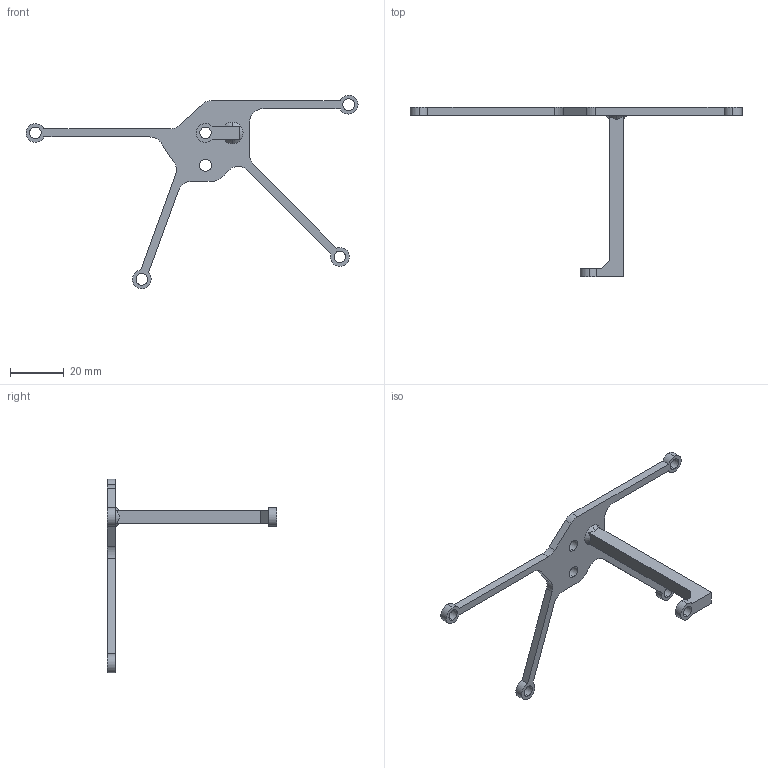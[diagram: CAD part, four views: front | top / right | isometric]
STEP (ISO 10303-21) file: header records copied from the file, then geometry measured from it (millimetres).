
FILE_DESCRIPTION (( 'STEP AP214' ), '1' );
FILE_NAME ('LandmarksHolder_part1.STEP', '2024-11-28T09:12:23', ( '' ), ( '' ), 'SwSTEP 2.0', 'SolidWorks 2024', '' );
FILE_SCHEMA (( 'AUTOMOTIVE_DESIGN' ));
Length unit declared in the file: millimetre
Products named in the file (1): LandmarksHolder_part1
Bounding box: 123.32 x 63 x 71.87 mm (x, y, z)
Volume: 5607.8 mm3; surface area: 5714 mm2
Topology: 1 solids, 1 shells, 62 faces, 177 edges, 118 vertices
Faces by surface type: cylinder 38, plane 22, cone 2
Entity records: 2152 total; most frequent: CARTESIAN_POINT 412, DIRECTION 375, ORIENTED_EDGE 354, EDGE_CURVE 177, AXIS2_PLACEMENT_3D 141, VERTEX_POINT 118, VECTOR 93, LINE 93
